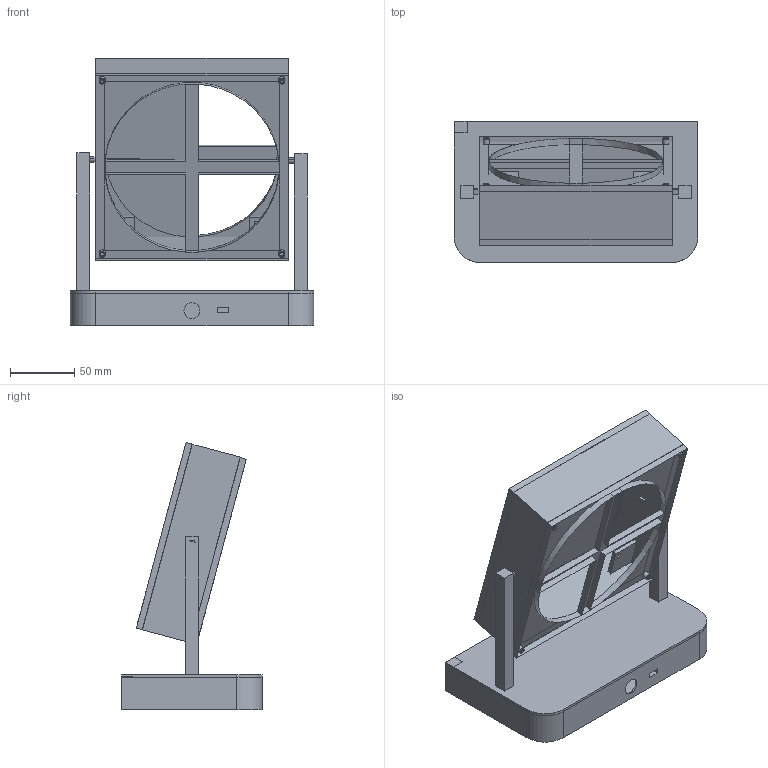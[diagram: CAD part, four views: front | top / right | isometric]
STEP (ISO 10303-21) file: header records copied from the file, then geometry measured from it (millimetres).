
FILE_DESCRIPTION(/* description */ (''),/* implementation_level */ '2;1');
FILE_NAME(/* name */ 'full.step',/* time_stamp */ '2026-01-27T16:06:37Z',/* author */ (''),/* organization */ (''),/* preprocessor_version */ 'ST-DEVELOPER v20.1',/* originating_system */ 'Autodesk Translation Framework v14.21.0.0',/* authorisation */ '');
FILE_SCHEMA (('AUTOMOTIVE_DESIGN { 1 0 10303 214 3 1 1 }'));
Length unit declared in the file: millimetre
Products named in the file (1): main
Bounding box: 190.02 x 110 x 208.41 mm (x, y, z)
Volume: 569431.5 mm3; surface area: 236316.7 mm2
Topology: 8 solids, 8 shells, 198 faces, 485 edges, 310 vertices
Faces by surface type: plane 149, cylinder 49
Full cylindrical faces by diameter (mm): 3.2 x4, 4 x8, 4.8 x16, 12.5 x1
Entity records: 5901 total; most frequent: CARTESIAN_POINT 994, DIRECTION 981, ORIENTED_EDGE 970, EDGE_CURVE 485, LINE 387, VECTOR 387, VERTEX_POINT 310, AXIS2_PLACEMENT_3D 297
